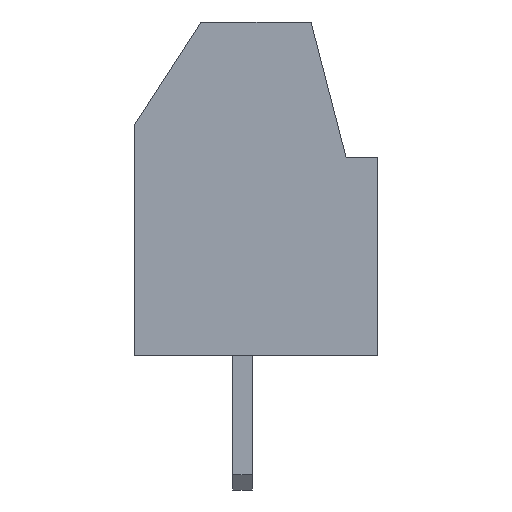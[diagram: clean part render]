
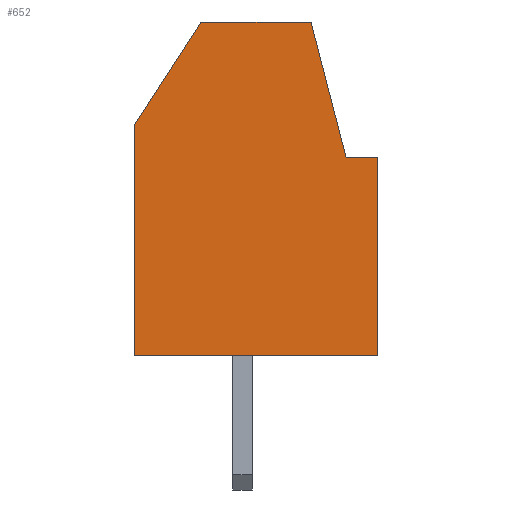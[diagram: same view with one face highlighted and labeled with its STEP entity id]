
A CAD part, front view. The second image highlights one B-rep face of the part: STEP entity #652.
In plain terms, the highlighted planar face has unit normal (0, -1, 0).
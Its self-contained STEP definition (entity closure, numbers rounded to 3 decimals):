
#62 = VECTOR ( 'NONE', #536, 1000. ) ;
#75 = CARTESIAN_POINT ( 'NONE',  ( -4.58, -2.73, 8.65 ) ) ;
#80 = DIRECTION ( 'NONE',  ( 0., 0., 1. ) ) ;
#94 = PLANE ( 'NONE',  #105 ) ;
#105 = AXIS2_PLACEMENT_3D ( 'NONE', #1489, #1933, #80 ) ;
#140 = VERTEX_POINT ( 'NONE', #1058 ) ;
#166 = EDGE_LOOP ( 'NONE', ( #2034, #1174, #884, #2463, #2096, #1200, #187 ) ) ;
#187 = ORIENTED_EDGE ( 'NONE', *, *, #533, .F. ) ;
#324 = CARTESIAN_POINT ( 'NONE',  ( 0., -2.73, 8.65 ) ) ;
#347 = LINE ( 'NONE', #491, #62 ) ;
#453 = CARTESIAN_POINT ( 'NONE',  ( -4.58, -2.73, 8.65 ) ) ;
#464 = VERTEX_POINT ( 'NONE', #1982 ) ;
#491 = CARTESIAN_POINT ( 'NONE',  ( -6.3, -2.73, 0. ) ) ;
#518 = LINE ( 'NONE', #324, #1208 ) ;
#533 = EDGE_CURVE ( 'NONE', #1658, #1826, #518, .T. ) ;
#536 = DIRECTION ( 'NONE',  ( 0., 0., 1. ) ) ;
#563 = VECTOR ( 'NONE', #668, 1000. ) ;
#652 = ADVANCED_FACE ( 'NONE', ( #2209 ), #94, .F. ) ;
#668 = DIRECTION ( 'NONE',  ( 0.544, 0., 0.839 ) ) ;
#762 = EDGE_CURVE ( 'NONE', #2087, #464, #347, .T. ) ;
#836 = CARTESIAN_POINT ( 'NONE',  ( -6.3, -2.73, 0. ) ) ;
#884 = ORIENTED_EDGE ( 'NONE', *, *, #2046, .F. ) ;
#1058 = CARTESIAN_POINT ( 'NONE',  ( -1.72, -2.73, 8.65 ) ) ;
#1063 = CARTESIAN_POINT ( 'NONE',  ( -1.72, -2.73, 8.65 ) ) ;
#1085 = LINE ( 'NONE', #453, #1210 ) ;
#1152 = CARTESIAN_POINT ( 'NONE',  ( 0., -2.73, 5.13 ) ) ;
#1174 = ORIENTED_EDGE ( 'NONE', *, *, #1602, .F. ) ;
#1200 = ORIENTED_EDGE ( 'NONE', *, *, #2506, .F. ) ;
#1208 = VECTOR ( 'NONE', #2155, 1000. ) ;
#1210 = VECTOR ( 'NONE', #2539, 1000. ) ;
#1224 = LINE ( 'NONE', #2146, #563 ) ;
#1410 = LINE ( 'NONE', #1853, #1715 ) ;
#1432 = VECTOR ( 'NONE', #1672, 1000. ) ;
#1456 = EDGE_CURVE ( 'NONE', #1564, #1658, #1770, .T. ) ;
#1457 = DIRECTION ( 'NONE',  ( -1., 0., 0. ) ) ;
#1482 = VECTOR ( 'NONE', #2459, 1000. ) ;
#1489 = CARTESIAN_POINT ( 'NONE',  ( 0., -2.73, 0. ) ) ;
#1545 = EDGE_CURVE ( 'NONE', #464, #2545, #1224, .T. ) ;
#1564 = VERTEX_POINT ( 'NONE', #2571 ) ;
#1602 = EDGE_CURVE ( 'NONE', #140, #1564, #1855, .T. ) ;
#1658 = VERTEX_POINT ( 'NONE', #1152 ) ;
#1672 = DIRECTION ( 'NONE',  ( 0.25, 0., -0.968 ) ) ;
#1715 = VECTOR ( 'NONE', #1457, 1000. ) ;
#1770 = LINE ( 'NONE', #1786, #1482 ) ;
#1786 = CARTESIAN_POINT ( 'NONE',  ( -1.72, -2.73, 5.13 ) ) ;
#1826 = VERTEX_POINT ( 'NONE', #1863 ) ;
#1853 = CARTESIAN_POINT ( 'NONE',  ( 0., -2.73, 0. ) ) ;
#1855 = LINE ( 'NONE', #1063, #1432 ) ;
#1863 = CARTESIAN_POINT ( 'NONE',  ( 0., -2.73, 0. ) ) ;
#1933 = DIRECTION ( 'NONE',  ( 0., 1., 0. ) ) ;
#1982 = CARTESIAN_POINT ( 'NONE',  ( -6.3, -2.73, 6. ) ) ;
#2034 = ORIENTED_EDGE ( 'NONE', *, *, #1456, .F. ) ;
#2046 = EDGE_CURVE ( 'NONE', #2545, #140, #1085, .T. ) ;
#2087 = VERTEX_POINT ( 'NONE', #836 ) ;
#2096 = ORIENTED_EDGE ( 'NONE', *, *, #762, .F. ) ;
#2146 = CARTESIAN_POINT ( 'NONE',  ( -6.3, -2.73, 6. ) ) ;
#2155 = DIRECTION ( 'NONE',  ( 0., 0., -1. ) ) ;
#2209 = FACE_OUTER_BOUND ( 'NONE', #166, .T. ) ;
#2459 = DIRECTION ( 'NONE',  ( 1., 0., 0. ) ) ;
#2463 = ORIENTED_EDGE ( 'NONE', *, *, #1545, .F. ) ;
#2506 = EDGE_CURVE ( 'NONE', #1826, #2087, #1410, .T. ) ;
#2539 = DIRECTION ( 'NONE',  ( 1., 0., 0. ) ) ;
#2545 = VERTEX_POINT ( 'NONE', #75 ) ;
#2571 = CARTESIAN_POINT ( 'NONE',  ( -0.81, -2.73, 5.13 ) ) ;
